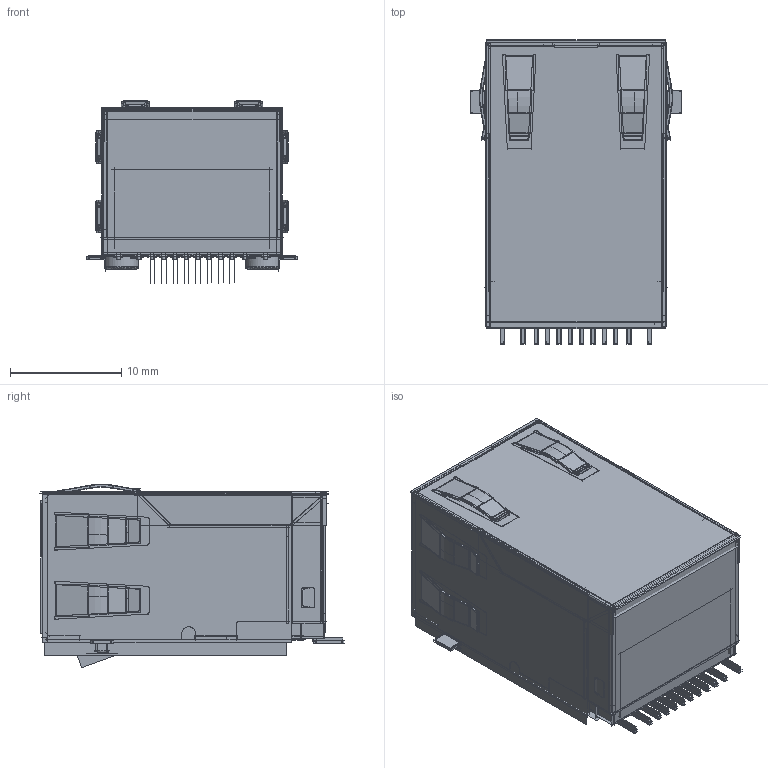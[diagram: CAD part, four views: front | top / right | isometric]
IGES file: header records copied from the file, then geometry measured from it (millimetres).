
Start section:  PTC IGES file: DGKYD311B003DB1A7S009.igs
Global section: file name: DGKYD311B003DB1A7S009.igs; native system: Creo Parametric by PTC Inc.; preprocessor: 2018400; author: Administrator; organization: Unknown; date: 20211214.105410; units: millimetre
Bounding box: 19 x 27.34 x 16.48 mm (x, y, z)
Surface area: 19512.5 mm2 (no closed solid volume)
Topology: 0 solids, 0 shells, 2788 faces, 43628 edges, 59134 vertices
Faces by surface type: bspline 2306, revolution 478, extrusion 4
